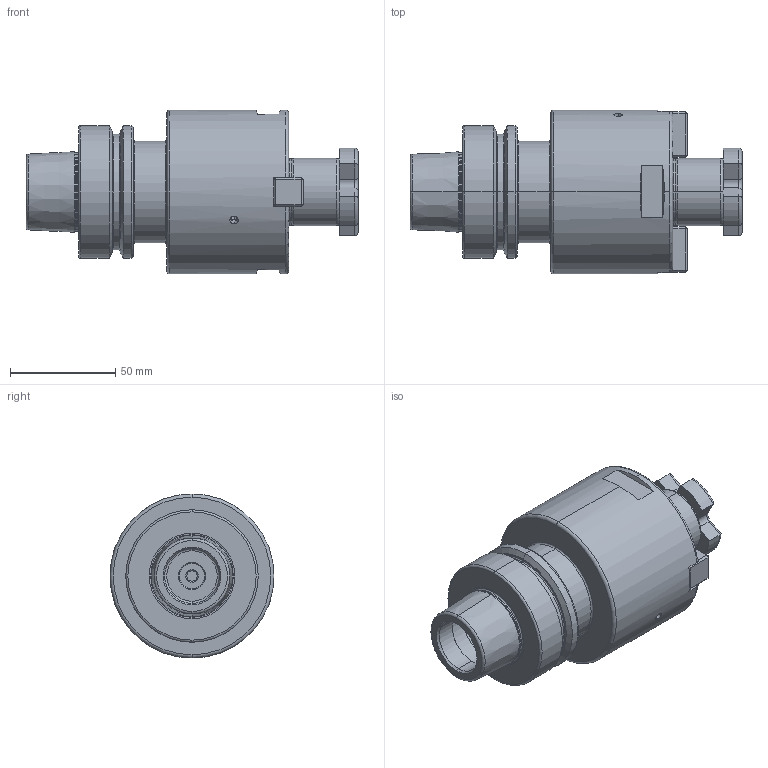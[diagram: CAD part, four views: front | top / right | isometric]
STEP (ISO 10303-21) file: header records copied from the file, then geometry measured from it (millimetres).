
FILE_DESCRIPTION (( 'STEP AP203' ), '1' );
FILE_NAME ('F63.11.32.1.STEP', '2017-12-26T03:35:26', ( '' ), ( '' ), 'SwSTEP 2.0', 'SolidWorks 2012', '' );
FILE_SCHEMA (( 'CONFIG_CONTROL_DESIGN' ));
Length unit declared in the file: millimetre
Products named in the file (5): 102.11.32_M5xP0.8-14L; 十字螺絲FMB32; F63.11.32.1; 面銑刀墊塊32
Assembly tree (6 placements, depth 2):
  F63.11.32.1
    F63.11.32.1
    面銑刀墊塊32  x2
    102.11.32_M5xP0.8-14L  x2
    十字螺絲FMB32
Bounding box: 158 x 78 x 78 mm (x, y, z)
Volume: 407349.7 mm3; surface area: 60560.4 mm2
Topology: 6 solids, 6 shells, 510 faces, 1262 edges, 774 vertices
Faces by surface type: cylinder 237, plane 125, cone 64, torus 60, bspline 24
Entity records: 25563 total; most frequent: CARTESIAN_POINT 16044, ORIENTED_EDGE 2032, DIRECTION 1763, EDGE_CURVE 1016, AXIS2_PLACEMENT_3D 686, VERTEX_POINT 629, EDGE_LOOP 437, FACE_OUTER_BOUND 410
